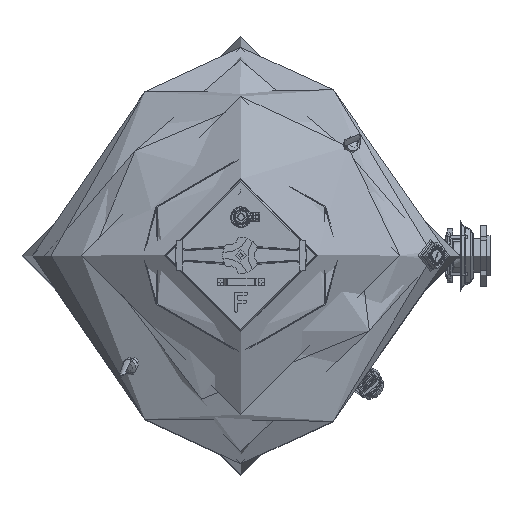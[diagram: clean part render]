
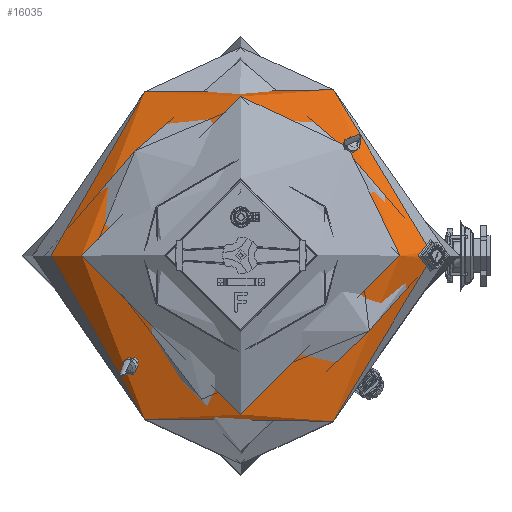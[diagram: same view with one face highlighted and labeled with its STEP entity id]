
A CAD part, top view. The second image highlights one B-rep face of the part: STEP entity #16035.
In plain terms, the highlighted free-form (B-spline) face has degree [3, 3] with [4, 7] control points.
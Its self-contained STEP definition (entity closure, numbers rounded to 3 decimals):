
#16035 = ADVANCED_FACE( '', ( #23849, #23850 ), #23851, .T. );
#23849 = FACE_OUTER_BOUND( '', #26809, .T. );
#23850 = FACE_OUTER_BOUND( '', #26810, .T. );
#23851 = ( BOUNDED_SURFACE(  )B_SPLINE_SURFACE( 3, 3, ( ( #26813, #26814, #26815, #26816, #26817, #26818, #26819 ), ( #26820, #26821, #26822, #26823, #26824, #26825, #26826 ), ( #26827, #26828, #26829, #26830, #26831, #26832, #26833 ), ( #26834, #26835, #26836, #26837, #26838, #26839, #26840 ) ), .UNSPECIFIED., .F., .T., .F. )B_SPLINE_SURFACE_WITH_KNOTS( ( 4, 4 ), ( 4, 3, 4 ), ( 0., 6.283 ), ( -1.009, -0.929, -0.849 ), .UNSPECIFIED. )GEOMETRIC_REPRESENTATION_ITEM(  )RATIONAL_B_SPLINE_SURFACE( ( ( 1., 0.333, 0.333, 1., 0.333, 0.333, 1. ), ( 0.998, 0.333, 0.333, 0.998, 0.333, 0.333, 0.998 ), ( 0.998, 0.333, 0.333, 0.998, 0.333, 0.333, 0.998 ), ( 1., 0.333, 0.333, 1., 0.333, 0.333, 1. ) ) )REPRESENTATION_ITEM( '' )SURFACE(  ) );
#26809 = EDGE_LOOP( '', ( #31143, #31144 ) );
#26810 = EDGE_LOOP( '', ( #31145 ) );
#26813 = CARTESIAN_POINT( '', ( -619.861, 0., 569.466 ) );
#26814 = CARTESIAN_POINT( '', ( -619.861, 1239.721, 569.466 ) );
#26815 = CARTESIAN_POINT( '', ( 619.861, 1239.721, 569.466 ) );
#26816 = CARTESIAN_POINT( '', ( 619.861, 0., 569.466 ) );
#26817 = CARTESIAN_POINT( '', ( 619.861, -1239.721, 569.466 ) );
#26818 = CARTESIAN_POINT( '', ( -619.861, -1239.721, 569.466 ) );
#26819 = CARTESIAN_POINT( '', ( -619.861, 0., 569.466 ) );
#26820 = CARTESIAN_POINT( '', ( -588.491, 0., 597.053 ) );
#26821 = CARTESIAN_POINT( '', ( -588.491, 1176.983, 597.053 ) );
#26822 = CARTESIAN_POINT( '', ( 588.491, 1176.983, 597.053 ) );
#26823 = CARTESIAN_POINT( '', ( 588.491, 0., 597.053 ) );
#26824 = CARTESIAN_POINT( '', ( 588.491, -1176.983, 597.053 ) );
#26825 = CARTESIAN_POINT( '', ( -588.491, -1176.983, 597.053 ) );
#26826 = CARTESIAN_POINT( '', ( -588.491, 0., 597.053 ) );
#26827 = CARTESIAN_POINT( '', ( -555.019, 0., 622.046 ) );
#26828 = CARTESIAN_POINT( '', ( -555.019, 1110.039, 622.046 ) );
#26829 = CARTESIAN_POINT( '', ( 555.019, 1110.039, 622.046 ) );
#26830 = CARTESIAN_POINT( '', ( 555.019, 0., 622.046 ) );
#26831 = CARTESIAN_POINT( '', ( 555.019, -1110.039, 622.046 ) );
#26832 = CARTESIAN_POINT( '', ( -555.019, -1110.039, 622.046 ) );
#26833 = CARTESIAN_POINT( '', ( -555.019, 0., 622.046 ) );
#26834 = CARTESIAN_POINT( '', ( -519.659, 0., 644.288 ) );
#26835 = CARTESIAN_POINT( '', ( -519.659, 1039.317, 644.288 ) );
#26836 = CARTESIAN_POINT( '', ( 519.659, 1039.317, 644.288 ) );
#26837 = CARTESIAN_POINT( '', ( 519.659, 0., 644.288 ) );
#26838 = CARTESIAN_POINT( '', ( 519.659, -1039.317, 644.288 ) );
#26839 = CARTESIAN_POINT( '', ( -519.659, -1039.317, 644.288 ) );
#26840 = CARTESIAN_POINT( '', ( -519.659, 0., 644.288 ) );
#31143 = ORIENTED_EDGE( '', *, *, #63773, .F. );
#31144 = ORIENTED_EDGE( '', *, *, #63778, .T. );
#31145 = ORIENTED_EDGE( '', *, *, #63775, .T. );
#63773 = EDGE_CURVE( '', #66897, #66898, #66899, .T. );
#63775 = EDGE_CURVE( '', #66901, #66901, #66902, .T. );
#63778 = EDGE_CURVE( '', #66897, #66898, #66907, .T. );
#66897 = VERTEX_POINT( '', #67251 );
#66898 = VERTEX_POINT( '', #67252 );
#66899 = CIRCLE( '', #67253, 619.861 );
#66901 = VERTEX_POINT( '', #67303 );
#66902 = CIRCLE( '', #67304, 519.659 );
#66907 = B_SPLINE_CURVE_WITH_KNOTS( '', 3, ( #67309, #67310, #67311, #67312, #67313, #67314, #67315, #67316, #67317, #67318, #67319, #67320, #67321, #67322, #67323, #67324, #67325, #67326, #67327, #67328, #67329, #67330, #67331, #67332, #67333, #67334, #67335, #67336, #67337, #67338, #67339, #67340, #67341, #67342, #67343, #67344, #67345, #67346, #67347, #67348, #67349, #67350, #67351, #67352, #67353, #67354, #67355, #67356, #67357, #67358 ), .UNSPECIFIED., .F., .F., ( 4, 2, 2, 2, 2, 2, 2, 2, 2, 2, 2, 2, 2, 2, 2, 2, 2, 2, 2, 2, 2, 2, 2, 2, 4 ), ( 0., 0.003, 0.004, 0.006, 0.008, 0.01, 0.011, 0.014, 0.017, 0.018, 0.02, 0.022, 0.024, 0.025, 0.028, 0.029, 0.031, 0.032, 0.034, 0.036, 0.038, 0.039, 0.042, 0.043, 0.045 ), .UNSPECIFIED. );
#67251 = CARTESIAN_POINT( '', ( 619.703, -13.989, 569.466 ) );
#67252 = CARTESIAN_POINT( '', ( 619.703, 13.989, 569.466 ) );
#67253 = AXIS2_PLACEMENT_3D( '', #68393, #68394, #68395 );
#67303 = CARTESIAN_POINT( '', ( -519.659, 0., 644.288 ) );
#67304 = AXIS2_PLACEMENT_3D( '', #68396, #68397, #68398 );
#67309 = CARTESIAN_POINT( '', ( 619.703, -13.989, 569.466 ) );
#67310 = CARTESIAN_POINT( '', ( 618.991, -14.027, 570.092 ) );
#67311 = CARTESIAN_POINT( '', ( 618.288, -13.969, 570.708 ) );
#67312 = CARTESIAN_POINT( '', ( 617.246, -13.744, 571.622 ) );
#67313 = CARTESIAN_POINT( '', ( 616.901, -13.646, 571.924 ) );
#67314 = CARTESIAN_POINT( '', ( 616.216, -13.402, 572.525 ) );
#67315 = CARTESIAN_POINT( '', ( 615.876, -13.256, 572.823 ) );
#67316 = CARTESIAN_POINT( '', ( 614.884, -12.756, 573.692 ) );
#67317 = CARTESIAN_POINT( '', ( 614.255, -12.338, 574.243 ) );
#67318 = CARTESIAN_POINT( '', ( 613.358, -11.586, 575.028 ) );
#67319 = CARTESIAN_POINT( '', ( 613.065, -11.312, 575.284 ) );
#67320 = CARTESIAN_POINT( '', ( 612.506, -10.73, 575.773 ) );
#67321 = CARTESIAN_POINT( '', ( 612.239, -10.422, 576.006 ) );
#67322 = CARTESIAN_POINT( '', ( 611.477, -9.45, 576.673 ) );
#67323 = CARTESIAN_POINT( '', ( 611.019, -8.738, 577.073 ) );
#67324 = CARTESIAN_POINT( '', ( 610.207, -7.179, 577.782 ) );
#67325 = CARTESIAN_POINT( '', ( 609.867, -6.356, 578.079 ) );
#67326 = CARTESIAN_POINT( '', ( 609.452, -5.065, 578.441 ) );
#67327 = CARTESIAN_POINT( '', ( 609.329, -4.625, 578.548 ) );
#67328 = CARTESIAN_POINT( '', ( 609.117, -3.726, 578.733 ) );
#67329 = CARTESIAN_POINT( '', ( 609.028, -3.265, 578.811 ) );
#67330 = CARTESIAN_POINT( '', ( 608.815, -1.882, 578.997 ) );
#67331 = CARTESIAN_POINT( '', ( 608.744, -0.952, 579.059 ) );
#67332 = CARTESIAN_POINT( '', ( 608.743, 0.456, 579.06 ) );
#67333 = CARTESIAN_POINT( '', ( 608.761, 0.931, 579.045 ) );
#67334 = CARTESIAN_POINT( '', ( 608.832, 1.871, 578.982 ) );
#67335 = CARTESIAN_POINT( '', ( 608.885, 2.335, 578.936 ) );
#67336 = CARTESIAN_POINT( '', ( 609.096, 3.711, 578.752 ) );
#67337 = CARTESIAN_POINT( '', ( 609.305, 4.605, 578.57 ) );
#67338 = CARTESIAN_POINT( '', ( 609.723, 5.912, 578.204 ) );
#67339 = CARTESIAN_POINT( '', ( 609.879, 6.337, 578.068 ) );
#67340 = CARTESIAN_POINT( '', ( 610.22, 7.159, 577.771 ) );
#67341 = CARTESIAN_POINT( '', ( 610.405, 7.557, 577.609 ) );
#67342 = CARTESIAN_POINT( '', ( 610.805, 8.327, 577.26 ) );
#67343 = CARTESIAN_POINT( '', ( 611.019, 8.699, 577.072 ) );
#67344 = CARTESIAN_POINT( '', ( 611.478, 9.418, 576.671 ) );
#67345 = CARTESIAN_POINT( '', ( 611.724, 9.765, 576.457 ) );
#67346 = CARTESIAN_POINT( '', ( 612.49, 10.743, 575.787 ) );
#67347 = CARTESIAN_POINT( '', ( 613.044, 11.32, 575.303 ) );
#67348 = CARTESIAN_POINT( '', ( 613.939, 12.074, 574.52 ) );
#67349 = CARTESIAN_POINT( '', ( 614.249, 12.308, 574.248 ) );
#67350 = CARTESIAN_POINT( '', ( 614.885, 12.731, 573.691 ) );
#67351 = CARTESIAN_POINT( '', ( 615.209, 12.919, 573.407 ) );
#67352 = CARTESIAN_POINT( '', ( 616.196, 13.418, 572.542 ) );
#67353 = CARTESIAN_POINT( '', ( 616.876, 13.663, 571.947 ) );
#67354 = CARTESIAN_POINT( '', ( 617.929, 13.892, 571.023 ) );
#67355 = CARTESIAN_POINT( '', ( 618.283, 13.945, 570.712 ) );
#67356 = CARTESIAN_POINT( '', ( 618.992, 14.003, 570.091 ) );
#67357 = CARTESIAN_POINT( '', ( 619.347, 14.008, 569.779 ) );
#67358 = CARTESIAN_POINT( '', ( 619.703, 13.989, 569.466 ) );
#68393 = CARTESIAN_POINT( '', ( 0., 0., 569.466 ) );
#68394 = DIRECTION( '', ( 0., 0., -1. ) );
#68395 = DIRECTION( '', ( -1., 0., 0. ) );
#68396 = CARTESIAN_POINT( '', ( 0., 0., 644.288 ) );
#68397 = DIRECTION( '', ( 0., 0., -1. ) );
#68398 = DIRECTION( '', ( -1., 0., 0. ) );
